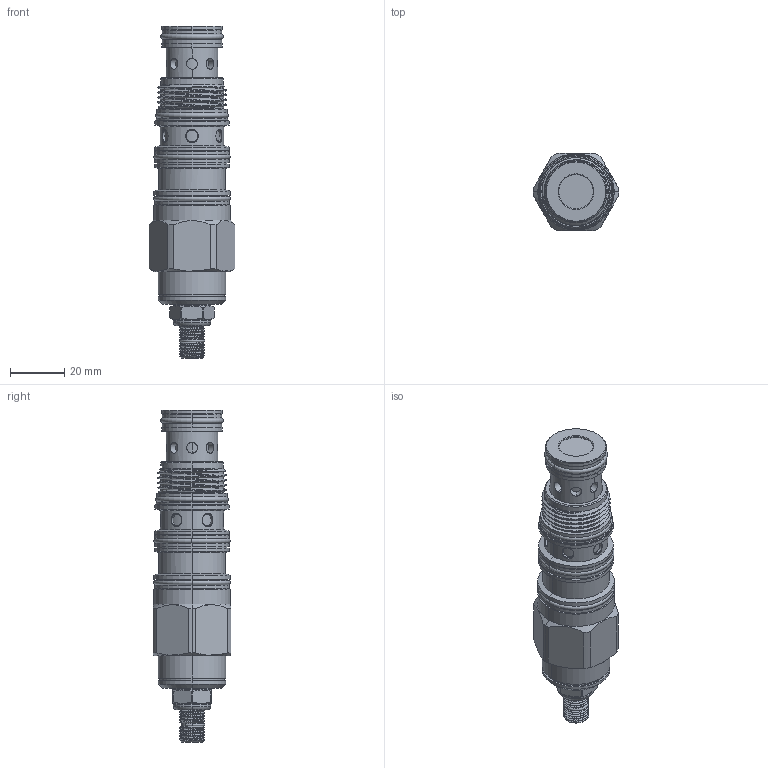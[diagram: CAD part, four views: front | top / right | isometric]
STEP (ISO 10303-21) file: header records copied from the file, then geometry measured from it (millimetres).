
FILE_DESCRIPTION (( 'STEP AP203' ), '1' );
FILE_NAME ('DP22A4Q-L.STEP', '2023-11-29T07:26:37', ( '' ), ( '' ), 'SwSTEP 2.0', 'SolidWorks 2018', '' );
FILE_SCHEMA (( 'CONFIG_CONTROL_DESIGN' ));
Length unit declared in the file: millimetre
Products named in the file (1): DP22A4Q-L
Bounding box: 31.6 x 28.57 x 122.23 mm (x, y, z)
Volume: 53622.4 mm3; surface area: 13435.2 mm2
Topology: 1 solids, 1 shells, 340 faces, 785 edges, 490 vertices
Faces by surface type: cylinder 192, plane 62, cone 50, torus 25, bspline 11
Entity records: 19492 total; most frequent: CARTESIAN_POINT 12009, ORIENTED_EDGE 1570, DIRECTION 1528, EDGE_CURVE 785, AXIS2_PLACEMENT_3D 632, VERTEX_POINT 490, EDGE_LOOP 383, ADVANCED_FACE 340
